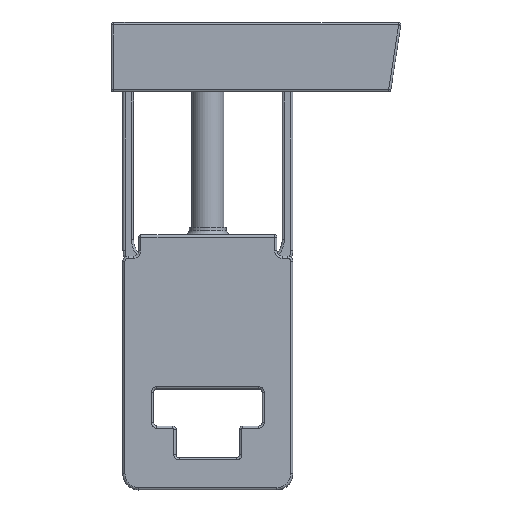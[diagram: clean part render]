
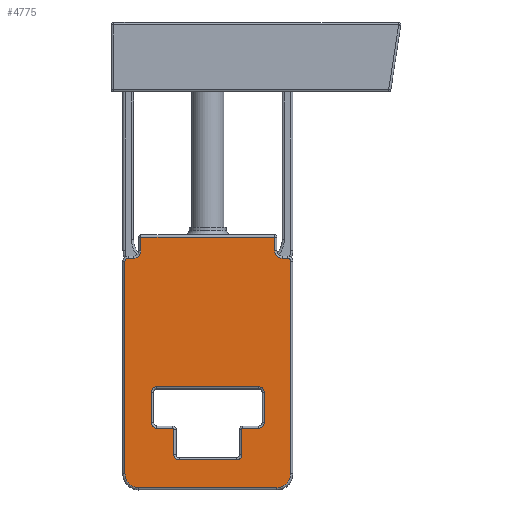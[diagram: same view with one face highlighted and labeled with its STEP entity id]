
A CAD part, top view. The second image highlights one B-rep face of the part: STEP entity #4775.
In plain terms, the highlighted planar face has unit normal (-0.001, 0, 1).
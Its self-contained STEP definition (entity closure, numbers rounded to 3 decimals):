
#168=FACE_BOUND('',#785,.T.);
#241=PLANE('',#5340);
#452=FACE_OUTER_BOUND('',#784,.T.);
#784=EDGE_LOOP('',(#3882,#3883,#3884,#3885,#3886,#3887,#3888,#3889,#3890,
#3891,#3892,#3893,#3894,#3895));
#785=EDGE_LOOP('',(#3896,#3897,#3898,#3899,#3900,#3901,#3902,#3903,#3904,
#3905,#3906,#3907,#3908,#3909,#3910,#3911));
#1130=LINE('',#8197,#1430);
#1131=LINE('',#8205,#1431);
#1132=LINE('',#8213,#1432);
#1133=LINE('',#8229,#1433);
#1134=LINE('',#8237,#1434);
#1136=LINE('',#8249,#1436);
#1138=LINE('',#8269,#1438);
#1139=LINE('',#8277,#1439);
#1148=LINE('',#8296,#1448);
#1149=LINE('',#8298,#1449);
#1150=LINE('',#8302,#1450);
#1151=LINE('',#8306,#1451);
#1152=LINE('',#8310,#1452);
#1153=LINE('',#8314,#1453);
#1154=LINE('',#8318,#1454);
#1155=LINE('',#8321,#1455);
#1430=VECTOR('',#6574,9.62);
#1431=VECTOR('',#6585,2.9);
#1432=VECTOR('',#6596,1.51);
#1433=VECTOR('',#6605,2.4);
#1434=VECTOR('',#6616,5.4);
#1436=VECTOR('',#6630,2.4);
#1438=VECTOR('',#6642,1.51);
#1439=VECTOR('',#6653,2.9);
#1448=VECTOR('',#6678,12.6);
#1449=VECTOR('',#6679,1.3);
#1450=VECTOR('',#6682,0.5);
#1451=VECTOR('',#6685,20.);
#1452=VECTOR('',#6688,13.);
#1453=VECTOR('',#6691,20.);
#1454=VECTOR('',#6694,0.5);
#1455=VECTOR('',#6697,1.3);
#1749=CIRCLE('',#5293,0.5);
#1754=CIRCLE('',#5300,0.5);
#1757=CIRCLE('',#5305,0.5);
#1760=CIRCLE('',#5309,0.1);
#1763=CIRCLE('',#5314,0.5);
#1767=CIRCLE('',#5320,0.5);
#1771=CIRCLE('',#5325,0.1);
#1775=CIRCLE('',#5331,0.5);
#1776=CIRCLE('',#5341,0.7);
#1777=CIRCLE('',#5342,0.3);
#1778=CIRCLE('',#5343,1.3);
#1779=CIRCLE('',#5344,1.3);
#1780=CIRCLE('',#5345,0.3);
#1781=CIRCLE('',#5346,0.7);
#2174=VERTEX_POINT('',#8186);
#2175=VERTEX_POINT('',#8188);
#2177=VERTEX_POINT('',#8194);
#2178=VERTEX_POINT('',#8199);
#2179=VERTEX_POINT('',#8203);
#2180=VERTEX_POINT('',#8207);
#2181=VERTEX_POINT('',#8211);
#2182=VERTEX_POINT('',#8223);
#2183=VERTEX_POINT('',#8227);
#2184=VERTEX_POINT('',#8231);
#2185=VERTEX_POINT('',#8235);
#2186=VERTEX_POINT('',#8239);
#2188=VERTEX_POINT('',#8245);
#2190=VERTEX_POINT('',#8259);
#2192=VERTEX_POINT('',#8265);
#2194=VERTEX_POINT('',#8271);
#2196=VERTEX_POINT('',#8294);
#2197=VERTEX_POINT('',#8295);
#2198=VERTEX_POINT('',#8297);
#2199=VERTEX_POINT('',#8299);
#2200=VERTEX_POINT('',#8301);
#2201=VERTEX_POINT('',#8303);
#2202=VERTEX_POINT('',#8305);
#2203=VERTEX_POINT('',#8307);
#2204=VERTEX_POINT('',#8309);
#2205=VERTEX_POINT('',#8311);
#2206=VERTEX_POINT('',#8313);
#2207=VERTEX_POINT('',#8315);
#2208=VERTEX_POINT('',#8317);
#2209=VERTEX_POINT('',#8319);
#2734=EDGE_CURVE('',#2174,#2175,#1749,.T.);
#2739=EDGE_CURVE('',#2175,#2177,#1130,.T.);
#2741=EDGE_CURVE('',#2177,#2178,#1754,.T.);
#2743=EDGE_CURVE('',#2178,#2179,#1131,.T.);
#2745=EDGE_CURVE('',#2179,#2180,#1757,.T.);
#2747=EDGE_CURVE('',#2180,#2181,#1132,.T.);
#2749=EDGE_CURVE('',#2181,#2182,#1760,.T.);
#2751=EDGE_CURVE('',#2182,#2183,#1133,.T.);
#2753=EDGE_CURVE('',#2183,#2184,#1763,.T.);
#2755=EDGE_CURVE('',#2184,#2185,#1134,.T.);
#2758=EDGE_CURVE('',#2185,#2186,#1767,.T.);
#2761=EDGE_CURVE('',#2186,#2188,#1136,.T.);
#2764=EDGE_CURVE('',#2188,#2190,#1771,.T.);
#2767=EDGE_CURVE('',#2190,#2192,#1138,.T.);
#2770=EDGE_CURVE('',#2192,#2194,#1775,.T.);
#2771=EDGE_CURVE('',#2194,#2174,#1139,.T.);
#2780=EDGE_CURVE('',#2196,#2197,#1148,.T.);
#2781=EDGE_CURVE('',#2198,#2196,#1149,.T.);
#2782=EDGE_CURVE('',#2199,#2198,#1776,.T.);
#2783=EDGE_CURVE('',#2200,#2199,#1150,.T.);
#2784=EDGE_CURVE('',#2201,#2200,#1777,.T.);
#2785=EDGE_CURVE('',#2202,#2201,#1151,.T.);
#2786=EDGE_CURVE('',#2203,#2202,#1778,.T.);
#2787=EDGE_CURVE('',#2204,#2203,#1152,.T.);
#2788=EDGE_CURVE('',#2205,#2204,#1779,.T.);
#2789=EDGE_CURVE('',#2206,#2205,#1153,.T.);
#2790=EDGE_CURVE('',#2207,#2206,#1780,.T.);
#2791=EDGE_CURVE('',#2208,#2207,#1154,.T.);
#2792=EDGE_CURVE('',#2209,#2208,#1781,.T.);
#2793=EDGE_CURVE('',#2197,#2209,#1155,.T.);
#3882=ORIENTED_EDGE('',*,*,#2780,.F.);
#3883=ORIENTED_EDGE('',*,*,#2781,.F.);
#3884=ORIENTED_EDGE('',*,*,#2782,.F.);
#3885=ORIENTED_EDGE('',*,*,#2783,.F.);
#3886=ORIENTED_EDGE('',*,*,#2784,.F.);
#3887=ORIENTED_EDGE('',*,*,#2785,.F.);
#3888=ORIENTED_EDGE('',*,*,#2786,.F.);
#3889=ORIENTED_EDGE('',*,*,#2787,.F.);
#3890=ORIENTED_EDGE('',*,*,#2788,.F.);
#3891=ORIENTED_EDGE('',*,*,#2789,.F.);
#3892=ORIENTED_EDGE('',*,*,#2790,.F.);
#3893=ORIENTED_EDGE('',*,*,#2791,.F.);
#3894=ORIENTED_EDGE('',*,*,#2792,.F.);
#3895=ORIENTED_EDGE('',*,*,#2793,.F.);
#3896=ORIENTED_EDGE('',*,*,#2734,.F.);
#3897=ORIENTED_EDGE('',*,*,#2771,.F.);
#3898=ORIENTED_EDGE('',*,*,#2770,.F.);
#3899=ORIENTED_EDGE('',*,*,#2767,.F.);
#3900=ORIENTED_EDGE('',*,*,#2764,.F.);
#3901=ORIENTED_EDGE('',*,*,#2761,.F.);
#3902=ORIENTED_EDGE('',*,*,#2758,.F.);
#3903=ORIENTED_EDGE('',*,*,#2755,.F.);
#3904=ORIENTED_EDGE('',*,*,#2753,.F.);
#3905=ORIENTED_EDGE('',*,*,#2751,.F.);
#3906=ORIENTED_EDGE('',*,*,#2749,.F.);
#3907=ORIENTED_EDGE('',*,*,#2747,.F.);
#3908=ORIENTED_EDGE('',*,*,#2745,.F.);
#3909=ORIENTED_EDGE('',*,*,#2743,.F.);
#3910=ORIENTED_EDGE('',*,*,#2741,.F.);
#3911=ORIENTED_EDGE('',*,*,#2739,.F.);
#4775=ADVANCED_FACE('',(#452,#168),#241,.T.);
#5293=AXIS2_PLACEMENT_3D('',#8189,#6563,#6564);
#5300=AXIS2_PLACEMENT_3D('',#8201,#6579,#6580);
#5305=AXIS2_PLACEMENT_3D('',#8209,#6590,#6591);
#5309=AXIS2_PLACEMENT_3D('',#8225,#6599,#6600);
#5314=AXIS2_PLACEMENT_3D('',#8233,#6610,#6611);
#5320=AXIS2_PLACEMENT_3D('',#8243,#6623,#6624);
#5325=AXIS2_PLACEMENT_3D('',#8263,#6635,#6636);
#5331=AXIS2_PLACEMENT_3D('',#8275,#6649,#6650);
#5340=AXIS2_PLACEMENT_3D('',#8293,#6676,#6677);
#5341=AXIS2_PLACEMENT_3D('',#8300,#6680,#6681);
#5342=AXIS2_PLACEMENT_3D('',#8304,#6683,#6684);
#5343=AXIS2_PLACEMENT_3D('',#8308,#6686,#6687);
#5344=AXIS2_PLACEMENT_3D('',#8312,#6689,#6690);
#5345=AXIS2_PLACEMENT_3D('',#8316,#6692,#6693);
#5346=AXIS2_PLACEMENT_3D('',#8320,#6695,#6696);
#6563=DIRECTION('center_axis',(0.,0.,1.));
#6564=DIRECTION('ref_axis',(0.707,0.707,0.));
#6574=DIRECTION('',(-1.,0.,0.));
#6579=DIRECTION('center_axis',(0.,0.,1.));
#6580=DIRECTION('ref_axis',(-0.707,0.707,0.));
#6585=DIRECTION('',(0.,-1.,0.));
#6590=DIRECTION('center_axis',(0.,0.,1.));
#6591=DIRECTION('ref_axis',(-0.707,-0.707,0.));
#6596=DIRECTION('',(1.,0.,0.));
#6599=DIRECTION('center_axis',(0.,0.,-1.));
#6600=DIRECTION('ref_axis',(0.707,0.707,0.));
#6605=DIRECTION('',(0.,-1.,0.));
#6610=DIRECTION('center_axis',(0.,0.,1.));
#6611=DIRECTION('ref_axis',(-0.707,-0.707,0.));
#6616=DIRECTION('',(1.,0.,0.));
#6623=DIRECTION('center_axis',(0.,0.,1.));
#6624=DIRECTION('ref_axis',(0.707,-0.707,0.));
#6630=DIRECTION('',(0.,1.,0.));
#6635=DIRECTION('center_axis',(0.,0.,-1.));
#6636=DIRECTION('ref_axis',(-0.707,0.707,0.));
#6642=DIRECTION('',(1.,0.,0.));
#6649=DIRECTION('center_axis',(0.,0.,1.));
#6650=DIRECTION('ref_axis',(0.707,-0.707,0.));
#6653=DIRECTION('',(0.,1.,0.));
#6676=DIRECTION('center_axis',(0.,0.,1.));
#6677=DIRECTION('ref_axis',(1.,0.,0.));
#6678=DIRECTION('',(1.,0.,0.));
#6679=DIRECTION('',(0.,1.,0.));
#6680=DIRECTION('center_axis',(0.,0.,1.));
#6681=DIRECTION('ref_axis',(0.707,-0.707,0.));
#6682=DIRECTION('',(1.,0.,0.));
#6683=DIRECTION('center_axis',(0.,0.,-1.));
#6684=DIRECTION('ref_axis',(-0.707,0.707,0.));
#6685=DIRECTION('',(0.,1.,0.));
#6686=DIRECTION('center_axis',(0.,0.,-1.));
#6687=DIRECTION('ref_axis',(-0.707,-0.707,0.));
#6688=DIRECTION('',(-1.,0.,0.));
#6689=DIRECTION('center_axis',(0.,0.,-1.));
#6690=DIRECTION('ref_axis',(0.707,-0.707,0.));
#6691=DIRECTION('',(0.,-1.,0.));
#6692=DIRECTION('center_axis',(0.,0.,-1.));
#6693=DIRECTION('ref_axis',(0.707,0.707,0.));
#6694=DIRECTION('',(1.,0.,0.));
#6695=DIRECTION('center_axis',(0.,0.,1.));
#6696=DIRECTION('ref_axis',(-0.707,-0.707,0.));
#6697=DIRECTION('',(0.,-1.,0.));
#8186=CARTESIAN_POINT('',(5.31,-1.8,0.));
#8188=CARTESIAN_POINT('',(4.81,-1.3,0.));
#8189=CARTESIAN_POINT('Origin',(4.81,-1.8,0.));
#8194=CARTESIAN_POINT('',(-4.81,-1.3,0.));
#8197=CARTESIAN_POINT('',(-2.555,-1.3,0.));
#8199=CARTESIAN_POINT('',(-5.31,-1.8,0.));
#8201=CARTESIAN_POINT('Origin',(-4.81,-1.8,0.));
#8203=CARTESIAN_POINT('',(-5.31,-4.7,0.));
#8205=CARTESIAN_POINT('',(-5.31,-2.5,0.));
#8207=CARTESIAN_POINT('',(-4.81,-5.2,0.));
#8209=CARTESIAN_POINT('Origin',(-4.81,-4.7,0.));
#8211=CARTESIAN_POINT('',(-3.3,-5.2,0.));
#8213=CARTESIAN_POINT('',(-1.5,-5.2,0.));
#8223=CARTESIAN_POINT('',(-3.2,-5.3,0.));
#8225=CARTESIAN_POINT('Origin',(-3.3,-5.3,0.));
#8227=CARTESIAN_POINT('',(-3.2,-7.7,0.));
#8229=CARTESIAN_POINT('',(-3.2,-4.,0.));
#8231=CARTESIAN_POINT('',(-2.7,-8.2,0.));
#8233=CARTESIAN_POINT('Origin',(-2.7,-7.7,0.));
#8235=CARTESIAN_POINT('',(2.7,-8.2,0.));
#8237=CARTESIAN_POINT('',(1.5,-8.2,0.));
#8239=CARTESIAN_POINT('',(3.2,-7.7,0.));
#8243=CARTESIAN_POINT('Origin',(2.7,-7.7,0.));
#8245=CARTESIAN_POINT('',(3.2,-5.3,0.));
#8249=CARTESIAN_POINT('',(3.2,-2.5,0.));
#8259=CARTESIAN_POINT('',(3.3,-5.2,0.));
#8263=CARTESIAN_POINT('Origin',(3.3,-5.3,0.));
#8265=CARTESIAN_POINT('',(4.81,-5.2,0.));
#8269=CARTESIAN_POINT('',(2.555,-5.2,0.));
#8271=CARTESIAN_POINT('',(5.31,-4.7,0.));
#8275=CARTESIAN_POINT('Origin',(4.81,-4.7,0.));
#8277=CARTESIAN_POINT('',(5.31,-0.75,0.));
#8293=CARTESIAN_POINT('Origin',(0.,0.,0.));
#8294=CARTESIAN_POINT('',(-6.3,12.8,0.));
#8295=CARTESIAN_POINT('',(6.3,12.8,0.));
#8296=CARTESIAN_POINT('',(0.,12.8,0.));
#8297=CARTESIAN_POINT('',(-6.3,11.5,0.));
#8298=CARTESIAN_POINT('',(-6.3,5.5,0.));
#8299=CARTESIAN_POINT('',(-7.,10.8,0.));
#8300=CARTESIAN_POINT('Origin',(-7.,11.5,0.));
#8301=CARTESIAN_POINT('',(-7.5,10.8,0.));
#8302=CARTESIAN_POINT('',(-4.,10.8,0.));
#8303=CARTESIAN_POINT('',(-7.8,10.5,0.));
#8304=CARTESIAN_POINT('Origin',(-7.5,10.5,0.));
#8305=CARTESIAN_POINT('',(-7.8,-9.5,0.));
#8306=CARTESIAN_POINT('',(-7.8,-5.5,0.));
#8307=CARTESIAN_POINT('',(-6.5,-10.8,0.));
#8308=CARTESIAN_POINT('Origin',(-6.5,-9.5,0.));
#8309=CARTESIAN_POINT('',(6.5,-10.8,0.));
#8310=CARTESIAN_POINT('',(4.,-10.8,0.));
#8311=CARTESIAN_POINT('',(7.8,-9.5,0.));
#8312=CARTESIAN_POINT('Origin',(6.5,-9.5,0.));
#8313=CARTESIAN_POINT('',(7.8,10.5,0.));
#8314=CARTESIAN_POINT('',(7.8,5.5,0.));
#8315=CARTESIAN_POINT('',(7.5,10.8,0.));
#8316=CARTESIAN_POINT('Origin',(7.5,10.5,0.));
#8317=CARTESIAN_POINT('',(7.,10.8,0.));
#8318=CARTESIAN_POINT('',(-4.,10.8,0.));
#8319=CARTESIAN_POINT('',(6.3,11.5,0.));
#8320=CARTESIAN_POINT('Origin',(7.,11.5,0.));
#8321=CARTESIAN_POINT('',(6.3,5.5,0.));
